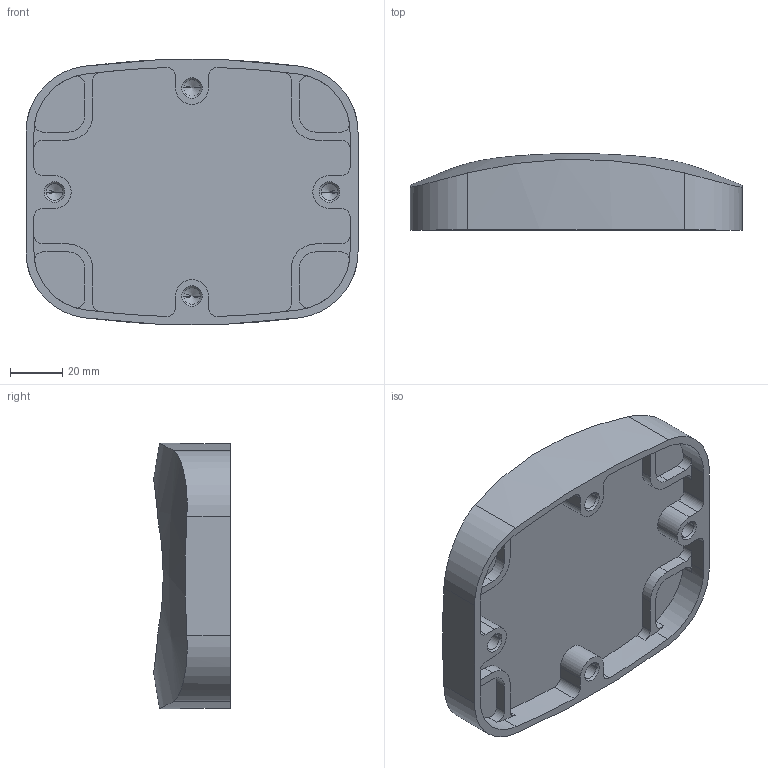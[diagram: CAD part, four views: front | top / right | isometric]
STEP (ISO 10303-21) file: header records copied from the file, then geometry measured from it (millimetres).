
FILE_DESCRIPTION(('produced by SPATIAL CORP'),'2;1');
FILE_NAME( 'cover.prt.hh.sat.stp','2002-04-19T13:32:54+00:00',('SPATIAL CORP'),('SPATIAL CORP'), 'ACIS STEP Husk','http://www.spatial.com','SPATIAL CORP');
FILE_SCHEMA(('CONFIG_CONTROL_DESIGN'));
Length unit declared in the file: millimetre
Products named in the file (1): PRODUCT_ID_1
Bounding box: 127 x 29.25 x 101.52 mm (x, y, z)
Volume: 145595.4 mm3; surface area: 43487.3 mm2
Topology: 1 solids, 1 shells, 202 faces, 566 edges, 368 vertices
Faces by surface type: cylinder 126, plane 49, cone 16, bspline 9, torus 2
Entity records: 14788 total; most frequent: CARTESIAN_POINT 9701, ORIENTED_EDGE 1116, DIRECTION 1026, EDGE_CURVE 558, AXIS2_PLACEMENT_3D 385, VERTEX_POINT 368, VECTOR 256, LINE 256
